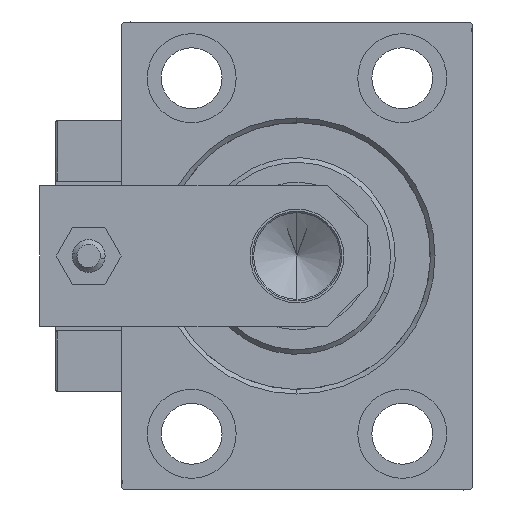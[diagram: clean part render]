
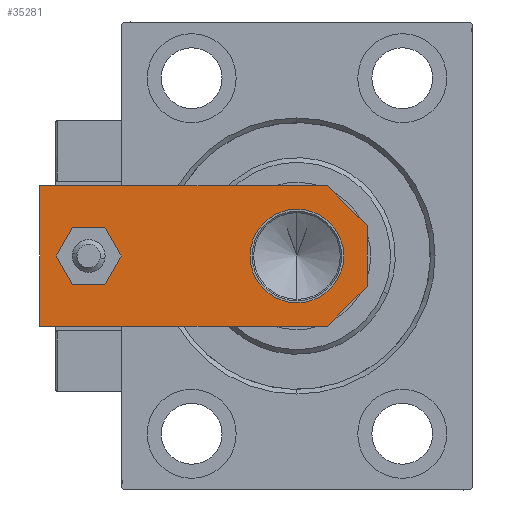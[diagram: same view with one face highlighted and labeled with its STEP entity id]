
A CAD part, left-side view. The second image highlights one B-rep face of the part: STEP entity #35281.
In plain terms, the highlighted face is planar.
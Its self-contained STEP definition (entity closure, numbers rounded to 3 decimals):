
#473 = VECTOR ( 'NONE', #38222, 1000. ) ;
#918 = VERTEX_POINT ( 'NONE', #36427 ) ;
#1542 = EDGE_CURVE ( 'NONE', #3802, #1677, #3373, .T. ) ;
#1677 = VERTEX_POINT ( 'NONE', #25551 ) ;
#2861 = CARTESIAN_POINT ( 'NONE',  ( 0., 0., 8. ) ) ;
#3120 = CARTESIAN_POINT ( 'NONE',  ( 3.25, -3.25, 8. ) ) ;
#3275 = VECTOR ( 'NONE', #31048, 1000. ) ;
#3373 = LINE ( 'NONE', #3120, #30256 ) ;
#3802 = VERTEX_POINT ( 'NONE', #15323 ) ;
#4508 = EDGE_CURVE ( 'NONE', #918, #48243, #48281, .T. ) ;
#6275 = EDGE_CURVE ( 'NONE', #1677, #39840, #42051, .T. ) ;
#8014 = EDGE_LOOP ( 'NONE', ( #15476, #22970, #20900, #47178, #31580, #15561 ) ) ;
#10048 = CIRCLE ( 'NONE', #48909, 10. ) ;
#11677 = DIRECTION ( 'NONE',  ( 0., 0., 1. ) ) ;
#12083 = AXIS2_PLACEMENT_3D ( 'NONE', #38999, #14475, #47124 ) ;
#12224 = VECTOR ( 'NONE', #13342, 1000. ) ;
#13342 = DIRECTION ( 'NONE',  ( -1., 0., 0. ) ) ;
#13381 = CARTESIAN_POINT ( 'NONE',  ( 10., 15., 8. ) ) ;
#13931 = CARTESIAN_POINT ( 'NONE',  ( -3.25, -3.25, 8. ) ) ;
#14031 = FACE_BOUND ( 'NONE', #17120, .T. ) ;
#14420 = VERTEX_POINT ( 'NONE', #13381 ) ;
#14475 = DIRECTION ( 'NONE',  ( 0., 0., 1. ) ) ;
#15323 = CARTESIAN_POINT ( 'NONE',  ( 6.5, 0., 8. ) ) ;
#15476 = ORIENTED_EDGE ( 'NONE', *, *, #48947, .T. ) ;
#15561 = ORIENTED_EDGE ( 'NONE', *, *, #38135, .T. ) ;
#15824 = CARTESIAN_POINT ( 'NONE',  ( -15., 0., 8. ) ) ;
#17120 = EDGE_LOOP ( 'NONE', ( #31261, #39704 ) ) ;
#17880 = CARTESIAN_POINT ( 'NONE',  ( -15., 70., 8. ) ) ;
#17942 = CARTESIAN_POINT ( 'NONE',  ( 15., 0., 8. ) ) ;
#18333 = DIRECTION ( 'NONE',  ( 1., 0., 0. ) ) ;
#19107 = CARTESIAN_POINT ( 'NONE',  ( -10., 15., 8. ) ) ;
#19134 = ORIENTED_EDGE ( 'NONE', *, *, #29275, .F. ) ;
#19657 = CARTESIAN_POINT ( 'NONE',  ( 15., 70., 8. ) ) ;
#20900 = ORIENTED_EDGE ( 'NONE', *, *, #37008, .T. ) ;
#21029 = DIRECTION ( 'NONE',  ( 0.707, -0.707, 0. ) ) ;
#21618 = DIRECTION ( 'NONE',  ( 0., 0., 1. ) ) ;
#21943 = AXIS2_PLACEMENT_3D ( 'NONE', #40314, #39551, #35490 ) ;
#22111 = CARTESIAN_POINT ( 'NONE',  ( 15., 70., 8. ) ) ;
#22970 = ORIENTED_EDGE ( 'NONE', *, *, #23304, .T. ) ;
#23129 = DIRECTION ( 'NONE',  ( 0.707, 0.707, 0. ) ) ;
#23304 = EDGE_CURVE ( 'NONE', #30288, #49695, #36522, .T. ) ;
#24362 = CIRCLE ( 'NONE', #21943, 10. ) ;
#25028 = CARTESIAN_POINT ( 'NONE',  ( 0., 59.5, 8. ) ) ;
#25551 = CARTESIAN_POINT ( 'NONE',  ( 15., 8.5, 8. ) ) ;
#26189 = FACE_BOUND ( 'NONE', #45926, .T. ) ;
#28587 = DIRECTION ( 'NONE',  ( 1., 0., 0. ) ) ;
#29275 = EDGE_CURVE ( 'NONE', #48243, #918, #34745, .T. ) ;
#30256 = VECTOR ( 'NONE', #23129, 1000. ) ;
#30288 = VERTEX_POINT ( 'NONE', #48324 ) ;
#31007 = CARTESIAN_POINT ( 'NONE',  ( 0., 15., 8. ) ) ;
#31048 = DIRECTION ( 'NONE',  ( 1., 0., 0. ) ) ;
#31261 = ORIENTED_EDGE ( 'NONE', *, *, #44874, .F. ) ;
#31580 = ORIENTED_EDGE ( 'NONE', *, *, #6275, .T. ) ;
#32449 = VECTOR ( 'NONE', #33352, 1000. ) ;
#33352 = DIRECTION ( 'NONE',  ( 0., -1., 0. ) ) ;
#34129 = AXIS2_PLACEMENT_3D ( 'NONE', #2861, #21618, #18333 ) ;
#34745 = CIRCLE ( 'NONE', #12083, 4. ) ;
#35281 = ADVANCED_FACE ( 'NONE', ( #26189, #41439, #14031 ), #41696, .T. ) ;
#35490 = DIRECTION ( 'NONE',  ( 1., 0., 0. ) ) ;
#35699 = EDGE_CURVE ( 'NONE', #14420, #36948, #24362, .T. ) ;
#36427 = CARTESIAN_POINT ( 'NONE',  ( -4., 59.5, 8. ) ) ;
#36522 = LINE ( 'NONE', #13931, #45085 ) ;
#36948 = VERTEX_POINT ( 'NONE', #19107 ) ;
#37008 = EDGE_CURVE ( 'NONE', #49695, #3802, #37658, .T. ) ;
#37658 = LINE ( 'NONE', #15824, #3275 ) ;
#38135 = EDGE_CURVE ( 'NONE', #39840, #41537, #48101, .T. ) ;
#38222 = DIRECTION ( 'NONE',  ( 0., 1., 0. ) ) ;
#38999 = CARTESIAN_POINT ( 'NONE',  ( 0., 59.5, 8. ) ) ;
#39551 = DIRECTION ( 'NONE',  ( 0., 0., 1. ) ) ;
#39704 = ORIENTED_EDGE ( 'NONE', *, *, #35699, .F. ) ;
#39840 = VERTEX_POINT ( 'NONE', #19657 ) ;
#40314 = CARTESIAN_POINT ( 'NONE',  ( 0., 15., 8. ) ) ;
#40486 = LINE ( 'NONE', #17880, #32449 ) ;
#41439 = FACE_OUTER_BOUND ( 'NONE', #8014, .T. ) ;
#41537 = VERTEX_POINT ( 'NONE', #47464 ) ;
#41696 = PLANE ( 'NONE',  #34129 ) ;
#42051 = LINE ( 'NONE', #17942, #473 ) ;
#43475 = CARTESIAN_POINT ( 'NONE',  ( 4., 59.5, 8. ) ) ;
#44874 = EDGE_CURVE ( 'NONE', #36948, #14420, #10048, .T. ) ;
#45085 = VECTOR ( 'NONE', #21029, 1000. ) ;
#45858 = AXIS2_PLACEMENT_3D ( 'NONE', #25028, #47645, #28587 ) ;
#45926 = EDGE_LOOP ( 'NONE', ( #46586, #19134 ) ) ;
#46448 = DIRECTION ( 'NONE',  ( 1., 0., 0. ) ) ;
#46586 = ORIENTED_EDGE ( 'NONE', *, *, #4508, .F. ) ;
#47124 = DIRECTION ( 'NONE',  ( 1., 0., 0. ) ) ;
#47178 = ORIENTED_EDGE ( 'NONE', *, *, #1542, .T. ) ;
#47464 = CARTESIAN_POINT ( 'NONE',  ( -15., 70., 8. ) ) ;
#47645 = DIRECTION ( 'NONE',  ( 0., 0., 1. ) ) ;
#47921 = CARTESIAN_POINT ( 'NONE',  ( -6.5, 0., 8. ) ) ;
#48101 = LINE ( 'NONE', #22111, #12224 ) ;
#48243 = VERTEX_POINT ( 'NONE', #43475 ) ;
#48281 = CIRCLE ( 'NONE', #45858, 4. ) ;
#48324 = CARTESIAN_POINT ( 'NONE',  ( -15., 8.5, 8. ) ) ;
#48909 = AXIS2_PLACEMENT_3D ( 'NONE', #31007, #11677, #46448 ) ;
#48947 = EDGE_CURVE ( 'NONE', #41537, #30288, #40486, .T. ) ;
#49695 = VERTEX_POINT ( 'NONE', #47921 ) ;
